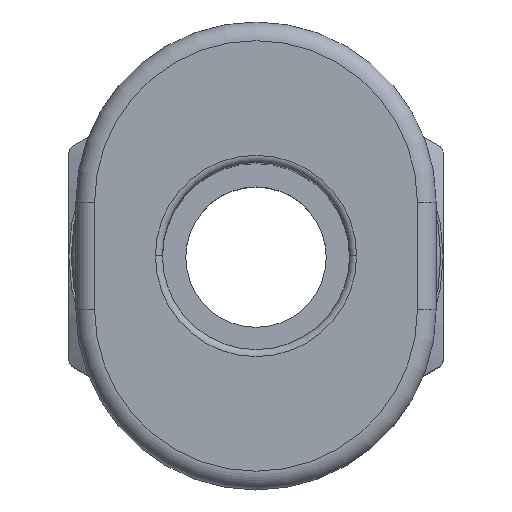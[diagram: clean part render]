
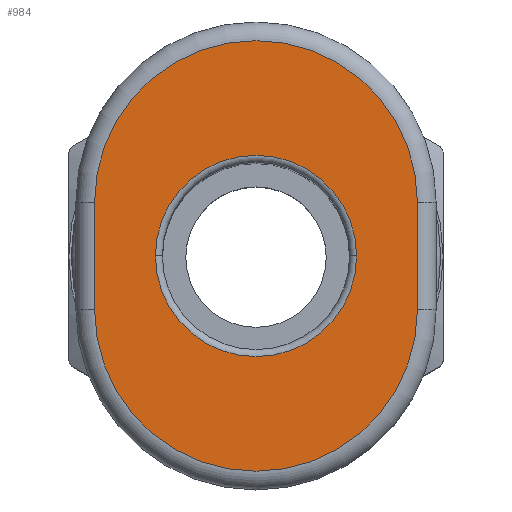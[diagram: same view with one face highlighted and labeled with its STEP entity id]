
A CAD part, top view. The second image highlights one B-rep face of the part: STEP entity #984.
In plain terms, the highlighted planar face has unit normal (0, 0, 1).
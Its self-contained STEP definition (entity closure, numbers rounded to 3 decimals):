
#211 = VERTEX_POINT ( 'NONE', #3884 ) ;
#231 = VECTOR ( 'NONE', #3247, 1000. ) ;
#396 = DIRECTION ( 'NONE',  ( 0., 0., 1. ) ) ;
#427 = DIRECTION ( 'NONE',  ( 0., -1., 0. ) ) ;
#564 = ORIENTED_EDGE ( 'NONE', *, *, #2771, .T. ) ;
#643 = EDGE_CURVE ( 'NONE', #3323, #3124, #2708, .T. ) ;
#657 = ORIENTED_EDGE ( 'NONE', *, *, #3675, .T. ) ;
#716 = AXIS2_PLACEMENT_3D ( 'NONE', #3133, #3711, #3431 ) ;
#735 = CIRCLE ( 'NONE', #3330, 3.45 ) ;
#813 = CIRCLE ( 'NONE', #716, 2.15 ) ;
#833 = FACE_OUTER_BOUND ( 'NONE', #2606, .T. ) ;
#984 = ADVANCED_FACE ( 'NONE', ( #833, #2375 ), #3678, .T. ) ;
#986 = DIRECTION ( 'NONE',  ( 1., 0., 0. ) ) ;
#1026 = EDGE_CURVE ( 'NONE', #211, #3323, #735, .T. ) ;
#1270 = VECTOR ( 'NONE', #427, 1000. ) ;
#1373 = ORIENTED_EDGE ( 'NONE', *, *, #2898, .T. ) ;
#1444 = DIRECTION ( 'NONE',  ( 0., 0., -1. ) ) ;
#1486 = DIRECTION ( 'NONE',  ( 1., 0., 0. ) ) ;
#1512 = ORIENTED_EDGE ( 'NONE', *, *, #3782, .T. ) ;
#1644 = VERTEX_POINT ( 'NONE', #1732 ) ;
#1706 = ORIENTED_EDGE ( 'NONE', *, *, #1026, .T. ) ;
#1732 = CARTESIAN_POINT ( 'NONE',  ( 2.15, 0., 9.35 ) ) ;
#1768 = DIRECTION ( 'NONE',  ( 0., 0., 1. ) ) ;
#1781 = AXIS2_PLACEMENT_3D ( 'NONE', #3394, #1852, #2558 ) ;
#1797 = VERTEX_POINT ( 'NONE', #2254 ) ;
#1852 = DIRECTION ( 'NONE',  ( 0., 0., 1. ) ) ;
#1952 = AXIS2_PLACEMENT_3D ( 'NONE', #2855, #1444, #1486 ) ;
#2030 = EDGE_LOOP ( 'NONE', ( #1373, #1512 ) ) ;
#2242 = AXIS2_PLACEMENT_3D ( 'NONE', #3566, #1768, #2355 ) ;
#2254 = CARTESIAN_POINT ( 'NONE',  ( 3.45, -1.15, 9.35 ) ) ;
#2266 = CARTESIAN_POINT ( 'NONE',  ( -3.45, -1.15, 9.35 ) ) ;
#2355 = DIRECTION ( 'NONE',  ( 1., 0., 0. ) ) ;
#2375 = FACE_BOUND ( 'NONE', #2030, .T. ) ;
#2401 = CIRCLE ( 'NONE', #1952, 2.15 ) ;
#2483 = CARTESIAN_POINT ( 'NONE',  ( -3.45, 1.15, 9.35 ) ) ;
#2558 = DIRECTION ( 'NONE',  ( 1., 0., 0. ) ) ;
#2606 = EDGE_LOOP ( 'NONE', ( #657, #564, #1706, #3762 ) ) ;
#2700 = VERTEX_POINT ( 'NONE', #3524 ) ;
#2708 = LINE ( 'NONE', #2266, #1270 ) ;
#2771 = EDGE_CURVE ( 'NONE', #1797, #211, #3902, .T. ) ;
#2827 = CARTESIAN_POINT ( 'NONE',  ( 0., 1.15, 9.35 ) ) ;
#2855 = CARTESIAN_POINT ( 'NONE',  ( 0., 0., 9.35 ) ) ;
#2898 = EDGE_CURVE ( 'NONE', #1644, #2700, #2401, .T. ) ;
#2921 = CARTESIAN_POINT ( 'NONE',  ( 3.45, 1.15, 9.35 ) ) ;
#2955 = CARTESIAN_POINT ( 'NONE',  ( -3.45, -1.15, 9.35 ) ) ;
#3124 = VERTEX_POINT ( 'NONE', #2955 ) ;
#3133 = CARTESIAN_POINT ( 'NONE',  ( 0., 0., 9.35 ) ) ;
#3247 = DIRECTION ( 'NONE',  ( 0., 1., 0. ) ) ;
#3323 = VERTEX_POINT ( 'NONE', #2483 ) ;
#3330 = AXIS2_PLACEMENT_3D ( 'NONE', #2827, #396, #986 ) ;
#3394 = CARTESIAN_POINT ( 'NONE',  ( 0., 1.15, 9.35 ) ) ;
#3431 = DIRECTION ( 'NONE',  ( 1., 0., 0. ) ) ;
#3506 = CIRCLE ( 'NONE', #2242, 3.45 ) ;
#3524 = CARTESIAN_POINT ( 'NONE',  ( -2.15, 0., 9.35 ) ) ;
#3566 = CARTESIAN_POINT ( 'NONE',  ( 0., -1.15, 9.35 ) ) ;
#3675 = EDGE_CURVE ( 'NONE', #3124, #1797, #3506, .T. ) ;
#3678 = PLANE ( 'NONE',  #1781 ) ;
#3711 = DIRECTION ( 'NONE',  ( 0., 0., -1. ) ) ;
#3762 = ORIENTED_EDGE ( 'NONE', *, *, #643, .T. ) ;
#3782 = EDGE_CURVE ( 'NONE', #2700, #1644, #813, .T. ) ;
#3884 = CARTESIAN_POINT ( 'NONE',  ( 3.45, 1.15, 9.35 ) ) ;
#3902 = LINE ( 'NONE', #2921, #231 ) ;
